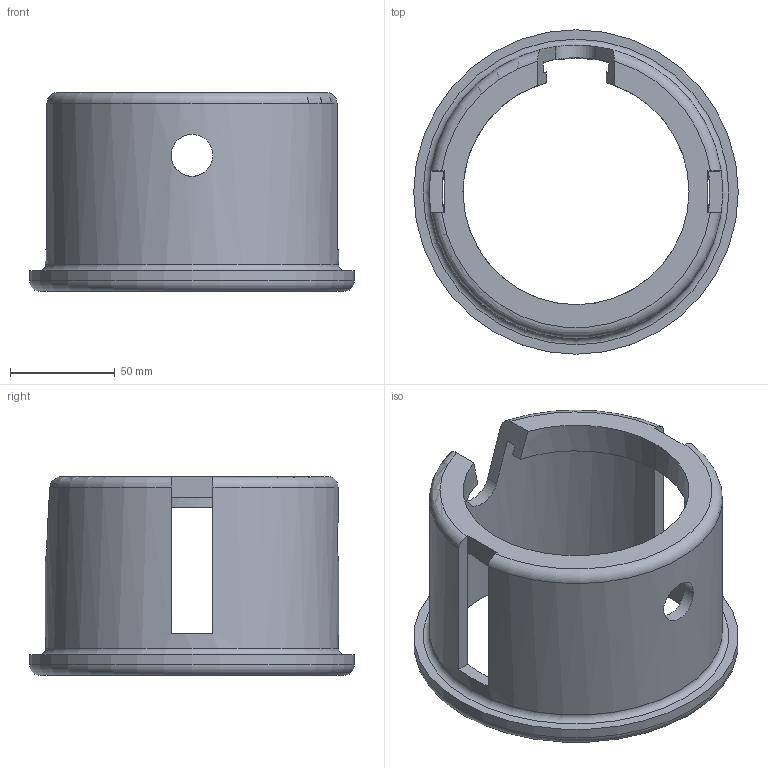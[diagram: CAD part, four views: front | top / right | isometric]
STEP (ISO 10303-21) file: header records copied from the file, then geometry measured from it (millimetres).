
FILE_DESCRIPTION(('FreeCAD Model'),'2;1');
FILE_NAME( 'sphere_support_cyls3g.step', '2015-10-03T05:37:25',('Author'),(''), 'Open CASCADE STEP processor 6.8','FreeCAD','Unknown');
FILE_SCHEMA(('AUTOMOTIVE_DESIGN_CC2 { 1 2 10303 214 -1 1 5 4 }'));
Length unit declared in the file: millimetre
Products named in the file (1): Cut007
Bounding box: 155 x 155 x 95 mm (x, y, z)
Volume: 286426.7 mm3; surface area: 94244.4 mm2
Topology: 1 solids, 1 shells, 30 faces, 96 edges, 64 vertices
Faces by surface type: plane 16, cylinder 9, torus 5
Full cylindrical faces by diameter (mm): 20 x1, 128 x1, 140 x1, 155 x1
Entity records: 8164 total; most frequent: CARTESIAN_POINT 6389, DIRECTION 287, ORIENTED_EDGE 192, PCURVE 192, DEFINITIONAL_REPRESENTATION 192, LINE 109, VECTOR 109, B_SPLINE_CURVE_WITH_KNOTS 104
